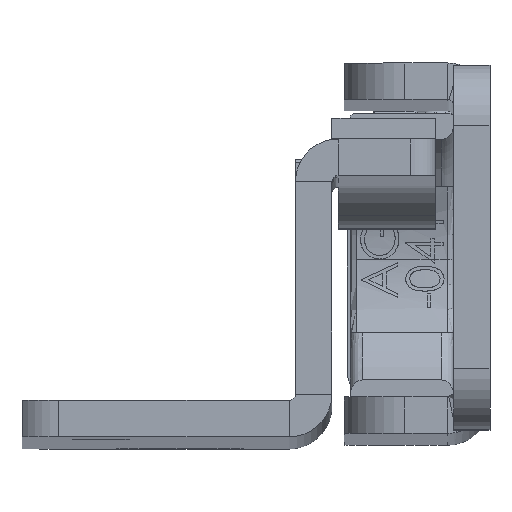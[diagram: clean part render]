
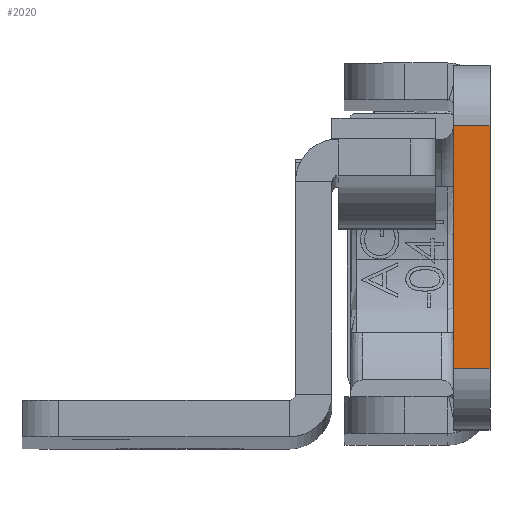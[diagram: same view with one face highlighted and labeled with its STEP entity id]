
A CAD part, top view. The second image highlights one B-rep face of the part: STEP entity #2020.
In plain terms, the highlighted planar face has unit normal (0, 0, 1).
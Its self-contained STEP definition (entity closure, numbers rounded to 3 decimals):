
#486 = DIRECTION ( 'NONE',  ( 1., 0., 0. ) ) ;
#898 = VERTEX_POINT ( 'NONE', #1412 ) ;
#1412 = CARTESIAN_POINT ( 'NONE',  ( -3., 10., 0. ) ) ;
#1454 = VECTOR ( 'NONE', #2293, 1000. ) ;
#1547 = CARTESIAN_POINT ( 'NONE',  ( -3., 10., 0. ) ) ;
#1598 = CARTESIAN_POINT ( 'NONE',  ( -3., -22.5, 0. ) ) ;
#1818 = EDGE_LOOP ( 'NONE', ( #4156, #8418, #3979, #2767 ) ) ;
#2020 = ADVANCED_FACE ( 'NONE', ( #6819 ), #3923, .F. ) ;
#2293 = DIRECTION ( 'NONE',  ( 1., 0., 0. ) ) ;
#2767 = ORIENTED_EDGE ( 'NONE', *, *, #11199, .T. ) ;
#3207 = CARTESIAN_POINT ( 'NONE',  ( -3., -10., 0. ) ) ;
#3448 = EDGE_CURVE ( 'NONE', #11301, #5593, #7349, .T. ) ;
#3576 = DIRECTION ( 'NONE',  ( 0., -1., 0. ) ) ;
#3923 = PLANE ( 'NONE',  #12753 ) ;
#3979 = ORIENTED_EDGE ( 'NONE', *, *, #9029, .F. ) ;
#4156 = ORIENTED_EDGE ( 'NONE', *, *, #6198, .T. ) ;
#4717 = LINE ( 'NONE', #1547, #7217 ) ;
#5593 = VERTEX_POINT ( 'NONE', #9554 ) ;
#6198 = EDGE_CURVE ( 'NONE', #11536, #5593, #12179, .T. ) ;
#6757 = CARTESIAN_POINT ( 'NONE',  ( -3., -22.5, 0. ) ) ;
#6819 = FACE_OUTER_BOUND ( 'NONE', #1818, .T. ) ;
#7217 = VECTOR ( 'NONE', #486, 1000. ) ;
#7349 = LINE ( 'NONE', #7547, #11517 ) ;
#7380 = VECTOR ( 'NONE', #3576, 1000. ) ;
#7398 = CARTESIAN_POINT ( 'NONE',  ( -3., -10., 0. ) ) ;
#7547 = CARTESIAN_POINT ( 'NONE',  ( 0., -22.5, 0. ) ) ;
#7820 = DIRECTION ( 'NONE',  ( 0., 0., -1. ) ) ;
#8418 = ORIENTED_EDGE ( 'NONE', *, *, #3448, .F. ) ;
#9029 = EDGE_CURVE ( 'NONE', #898, #11301, #4717, .T. ) ;
#9554 = CARTESIAN_POINT ( 'NONE',  ( 0., -10., 0. ) ) ;
#9796 = DIRECTION ( 'NONE',  ( 1., 0., 0. ) ) ;
#10638 = LINE ( 'NONE', #1598, #7380 ) ;
#11199 = EDGE_CURVE ( 'NONE', #898, #11536, #10638, .T. ) ;
#11301 = VERTEX_POINT ( 'NONE', #11890 ) ;
#11517 = VECTOR ( 'NONE', #11565, 1000. ) ;
#11536 = VERTEX_POINT ( 'NONE', #7398 ) ;
#11565 = DIRECTION ( 'NONE',  ( 0., -1., 0. ) ) ;
#11890 = CARTESIAN_POINT ( 'NONE',  ( 0., 10., 0. ) ) ;
#12179 = LINE ( 'NONE', #3207, #1454 ) ;
#12753 = AXIS2_PLACEMENT_3D ( 'NONE', #6757, #7820, #9796 ) ;
